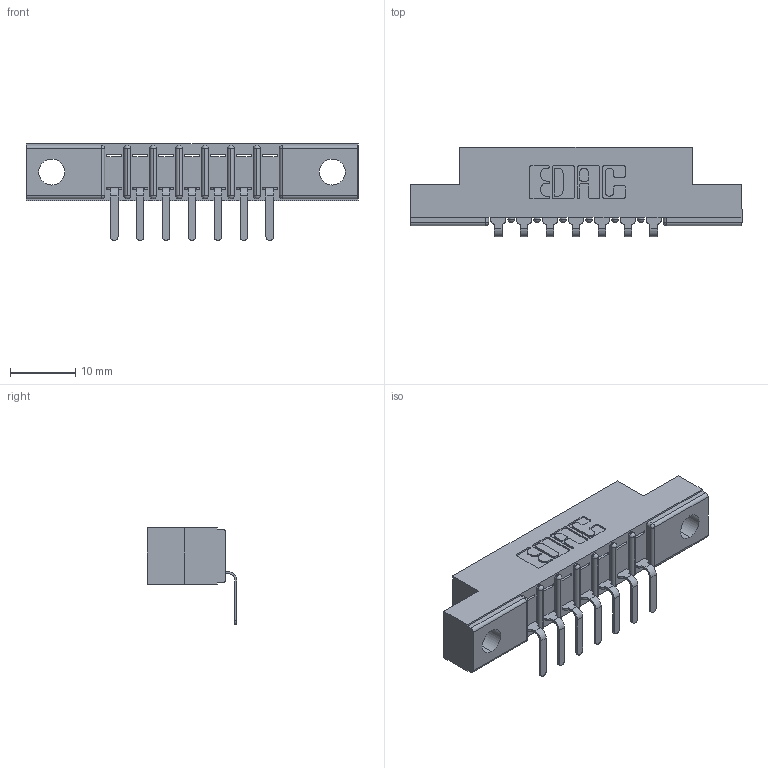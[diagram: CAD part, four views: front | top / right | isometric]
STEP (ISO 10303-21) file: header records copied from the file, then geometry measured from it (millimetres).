
FILE_DESCRIPTION (( 'STEP AP203' ), '1' );
FILE_NAME ('357-007-559-104.STEP', '2022-07-13T00:18:03', ( '' ), ( '' ), 'SwSTEP 2.0', 'SolidWorks 2020', '' );
FILE_SCHEMA (( 'CONFIG_CONTROL_DESIGN' ));
Length unit declared in the file: inch
Products named in the file (3): 307 Part_.156 Dia Mounting Holes; 357-007-559-104; 307-290-001_558 559 - 1 (Single)
Assembly tree (8 placements, depth 2):
  357-007-559-104
    307 Part_.156 Dia Mounting Holes
    307-290-001_558 559 - 1 (Single)  x7
Bounding box: 50.75 x 13.7 x 14.81 mm (x, y, z)
Volume: 3139.3 mm3; surface area: 4192.6 mm2
Topology: 8 solids, 8 shells, 560 faces, 1577 edges, 1018 vertices
Faces by surface type: plane 357, cylinder 187, sphere 16
Entity records: 10838 total; most frequent: CARTESIAN_POINT 1818, ORIENTED_EDGE 1802, DIRECTION 1781, EDGE_CURVE 901, VECTOR 683, LINE 683, VERTEX_POINT 586, AXIS2_PLACEMENT_3D 549
